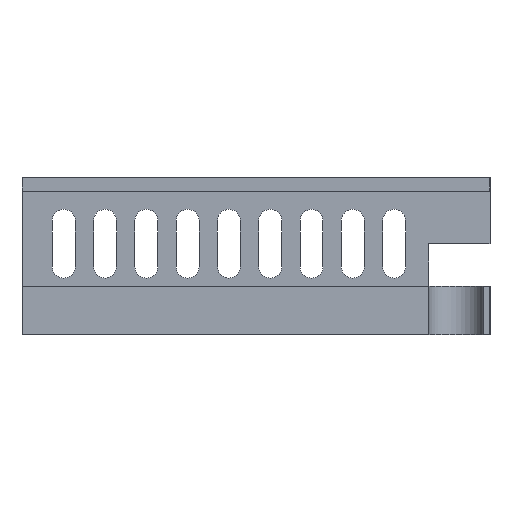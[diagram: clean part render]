
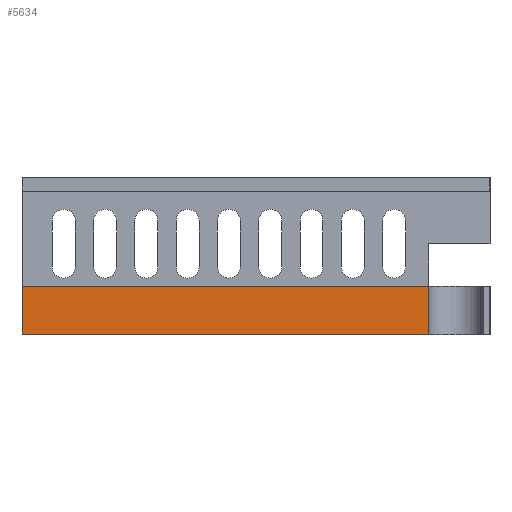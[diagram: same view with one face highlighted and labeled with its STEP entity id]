
A CAD part, left-side view. The second image highlights one B-rep face of the part: STEP entity #5634.
In plain terms, the highlighted planar face has unit normal (-1, 0, 0).
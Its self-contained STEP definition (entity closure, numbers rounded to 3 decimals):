
#340=FACE_OUTER_BOUND('',#637,.T.);
#637=EDGE_LOOP('',(#3751,#3752,#3753,#3754));
#1000=LINE('',#7576,#1666);
#1001=LINE('',#7578,#1667);
#1002=LINE('',#7580,#1668);
#1003=LINE('',#7581,#1669);
#1666=VECTOR('',#6287,10.);
#1667=VECTOR('',#6288,10.);
#1668=VECTOR('',#6289,10.);
#1669=VECTOR('',#6290,10.);
#2334=VERTEX_POINT('',#7574);
#2335=VERTEX_POINT('',#7575);
#2336=VERTEX_POINT('',#7577);
#2337=VERTEX_POINT('',#7579);
#2902=EDGE_CURVE('',#2334,#2335,#1000,.T.);
#2903=EDGE_CURVE('',#2336,#2334,#1001,.T.);
#2904=EDGE_CURVE('',#2336,#2337,#1002,.T.);
#2905=EDGE_CURVE('',#2335,#2337,#1003,.T.);
#3751=ORIENTED_EDGE('',*,*,#2902,.F.);
#3752=ORIENTED_EDGE('',*,*,#2903,.F.);
#3753=ORIENTED_EDGE('',*,*,#2904,.T.);
#3754=ORIENTED_EDGE('',*,*,#2905,.F.);
#5422=PLANE('',#5950);
#5634=ADVANCED_FACE('',(#340),#5422,.F.);
#5950=AXIS2_PLACEMENT_3D('',#7573,#6285,#6286);
#6285=DIRECTION('center_axis',(1.,0.,0.));
#6286=DIRECTION('ref_axis',(0.,0.,-1.));
#6287=DIRECTION('',(0.,0.,1.));
#6288=DIRECTION('',(0.,1.,0.));
#6289=DIRECTION('',(0.,0.,1.));
#6290=DIRECTION('',(0.,-1.,0.));
#7573=CARTESIAN_POINT('Origin',(207.5,-418.,-83.55));
#7574=CARTESIAN_POINT('',(207.5,-328.4,-114.8));
#7575=CARTESIAN_POINT('',(207.5,-328.4,-104.3));
#7576=CARTESIAN_POINT('',(207.5,-328.4,-93.925));
#7577=CARTESIAN_POINT('',(207.5,-417.,-114.8));
#7578=CARTESIAN_POINT('',(207.5,-373.2,-114.8));
#7579=CARTESIAN_POINT('',(207.5,-417.,-104.3));
#7580=CARTESIAN_POINT('',(207.5,-417.,-114.8));
#7581=CARTESIAN_POINT('',(207.5,-430.4,-104.3));
